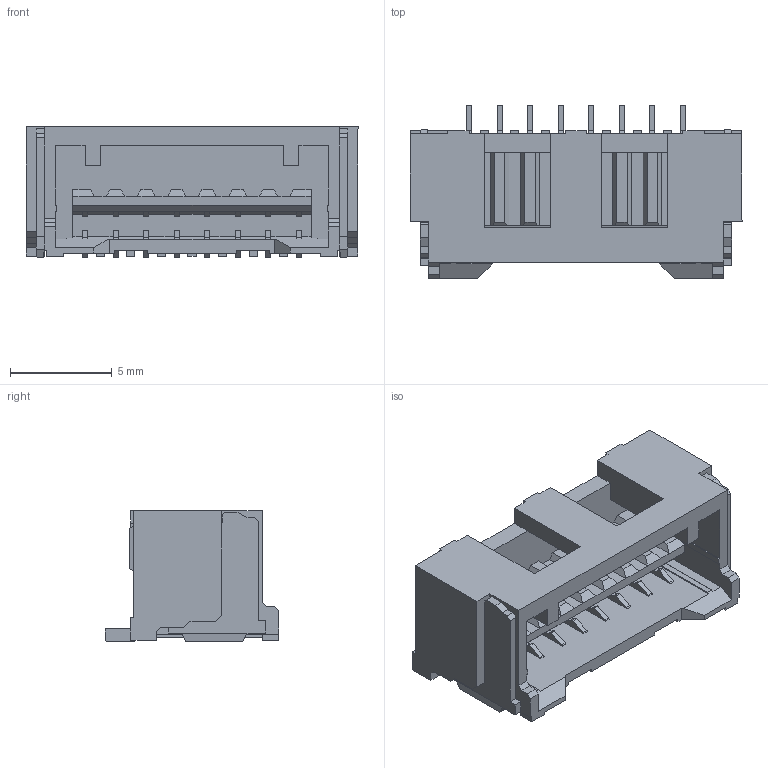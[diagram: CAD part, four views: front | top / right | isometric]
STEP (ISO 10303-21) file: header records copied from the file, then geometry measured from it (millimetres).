
FILE_DESCRIPTION(/* description */ (''),/* implementation_level */ '2;1');
FILE_NAME(/* name */ '5025850870wbm000_01_214.stp',/* time_stamp */ '2024-07-10T14:34:02+05:00',/* author */ (''),/* organization */ (''),/* preprocessor_version */ 'ST-DEVELOPER v16.7',/* originating_system */ 'SIEMENS PLM Software NX 1919',/* authorisation */ '');
FILE_SCHEMA (('AUTOMOTIVE_DESIGN { 1 0 10303 214 3 1 1 1 }'));
Length unit declared in the file: millimetre
Products named in the file (1): 5025850870wbm000_01
Bounding box: 16.3 x 8.5 x 6.4 mm (x, y, z)
Volume: 326.2 mm3; surface area: 817.3 mm2
Topology: 1 solids, 1 shells, 474 faces, 1361 edges, 896 vertices
Faces by surface type: plane 450, cylinder 24
Entity records: 15213 total; most frequent: CARTESIAN_POINT 2732, ORIENTED_EDGE 2722, DIRECTION 2359, EDGE_CURVE 1361, LINE 1313, VECTOR 1313, VERTEX_POINT 896, AXIS2_PLACEMENT_3D 523
